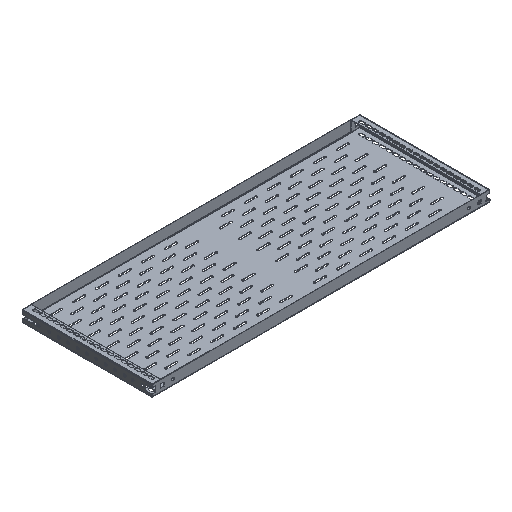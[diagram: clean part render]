
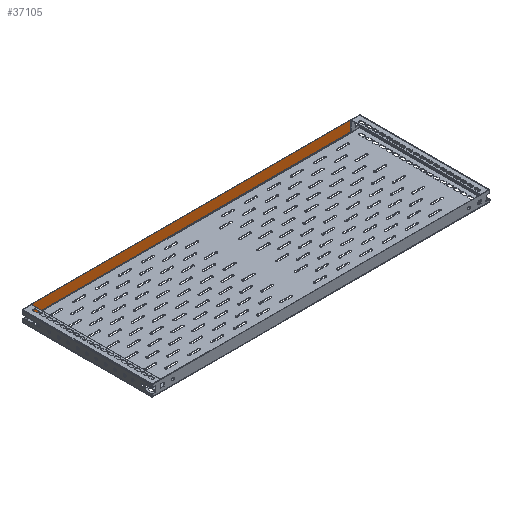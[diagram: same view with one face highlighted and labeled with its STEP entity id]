
A CAD part, isometric view. The second image highlights one B-rep face of the part: STEP entity #37105.
In plain terms, the highlighted planar face has unit normal (0, -1, 0).
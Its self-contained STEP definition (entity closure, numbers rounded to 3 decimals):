
#978 = CARTESIAN_POINT ( 'NONE',  ( 424., 171.75, 28.5 ) ) ;
#1020 = CARTESIAN_POINT ( 'NONE',  ( -424., 171.75, 28.5 ) ) ;
#1268 = FACE_OUTER_BOUND ( 'NONE', #7994, .T. ) ;
#1569 = VERTEX_POINT ( 'NONE', #11371 ) ;
#2634 = DIRECTION ( 'NONE',  ( 0., 0., -1. ) ) ;
#3319 = CARTESIAN_POINT ( 'NONE',  ( -424., 171.75, 28.5 ) ) ;
#4021 = VECTOR ( 'NONE', #9618, 1000. ) ;
#4355 = DIRECTION ( 'NONE',  ( 0., 0., -1. ) ) ;
#7300 = EDGE_CURVE ( 'NONE', #1569, #34307, #31976, .T. ) ;
#7994 = EDGE_LOOP ( 'NONE', ( #13639, #20336, #14956, #13999 ) ) ;
#8969 = VERTEX_POINT ( 'NONE', #31914 ) ;
#9194 = CARTESIAN_POINT ( 'NONE',  ( 424., 171.75, 0.6 ) ) ;
#9618 = DIRECTION ( 'NONE',  ( -1., 0., 0. ) ) ;
#11371 = CARTESIAN_POINT ( 'NONE',  ( 424., 171.75, 28.5 ) ) ;
#11742 = EDGE_CURVE ( 'NONE', #34307, #8969, #29563, .T. ) ;
#13639 = ORIENTED_EDGE ( 'NONE', *, *, #15589, .F. ) ;
#13999 = ORIENTED_EDGE ( 'NONE', *, *, #42288, .F. ) ;
#14956 = ORIENTED_EDGE ( 'NONE', *, *, #7300, .F. ) ;
#15289 = VERTEX_POINT ( 'NONE', #3319 ) ;
#15468 = VECTOR ( 'NONE', #41476, 1000. ) ;
#15589 = EDGE_CURVE ( 'NONE', #8969, #15289, #33216, .T. ) ;
#20336 = ORIENTED_EDGE ( 'NONE', *, *, #11742, .F. ) ;
#20926 = DIRECTION ( 'NONE',  ( 1., 0., 0. ) ) ;
#20977 = PLANE ( 'NONE',  #26479 ) ;
#22004 = VECTOR ( 'NONE', #20926, 1000. ) ;
#24316 = DIRECTION ( 'NONE',  ( 0., -1., 0. ) ) ;
#24839 = CARTESIAN_POINT ( 'NONE',  ( -424., 171.75, 28.5 ) ) ;
#26479 = AXIS2_PLACEMENT_3D ( 'NONE', #1020, #24316, #4355 ) ;
#29563 = LINE ( 'NONE', #32941, #4021 ) ;
#29833 = LINE ( 'NONE', #978, #22004 ) ;
#31914 = CARTESIAN_POINT ( 'NONE',  ( -424., 171.75, 0.6 ) ) ;
#31976 = LINE ( 'NONE', #32624, #40872 ) ;
#32624 = CARTESIAN_POINT ( 'NONE',  ( 424., 171.75, 28.5 ) ) ;
#32941 = CARTESIAN_POINT ( 'NONE',  ( 424., 171.75, 0.6 ) ) ;
#33216 = LINE ( 'NONE', #24839, #15468 ) ;
#34307 = VERTEX_POINT ( 'NONE', #9194 ) ;
#37105 = ADVANCED_FACE ( 'NONE', ( #1268 ), #20977, .T. ) ;
#40872 = VECTOR ( 'NONE', #2634, 1000. ) ;
#41476 = DIRECTION ( 'NONE',  ( 0., 0., 1. ) ) ;
#42288 = EDGE_CURVE ( 'NONE', #15289, #1569, #29833, .T. ) ;
